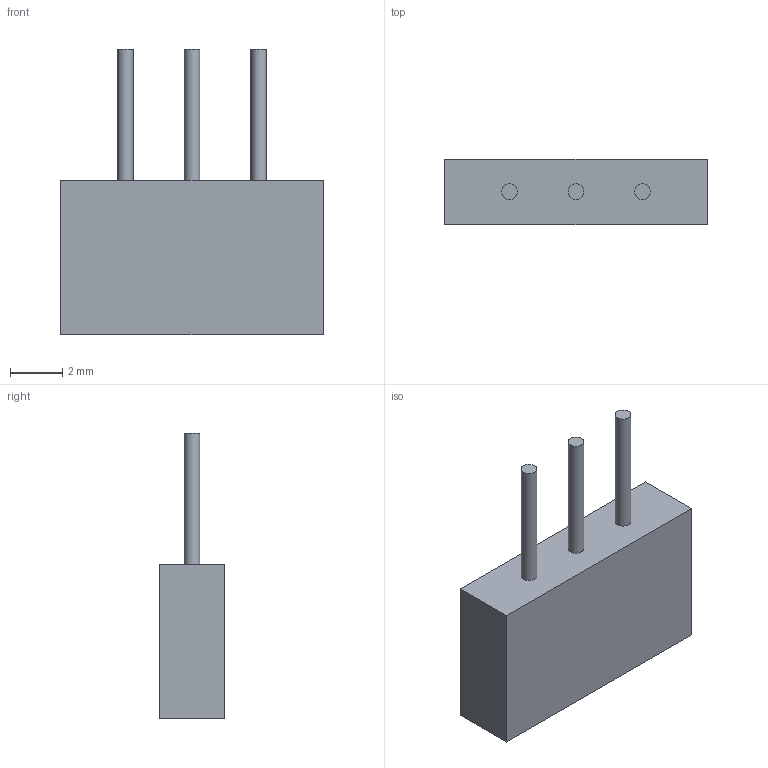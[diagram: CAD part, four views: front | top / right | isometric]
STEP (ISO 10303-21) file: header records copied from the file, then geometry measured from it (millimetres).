
FILE_DESCRIPTION(('FreeCAD Model'),'2;1');
FILE_NAME('Open CASCADE Shape Model','2025-01-30T16:04:11',('Author'),( ''),'Open CASCADE STEP processor 7.7','FreeCAD','Unknown');
FILE_SCHEMA(('AUTOMOTIVE_DESIGN { 1 0 10303 214 1 1 1 1 }'));
Length unit declared in the file: millimetre
Products named in the file (1): Pad001
Bounding box: 10 x 2.5 x 10.9 mm (x, y, z)
Volume: 151.7 mm3; surface area: 225.8 mm2
Topology: 1 solids, 1 shells, 12 faces, 21 edges, 14 vertices
Faces by surface type: plane 9, cylinder 3
Full cylindrical faces by diameter (mm): 0.6 x3
Entity records: 313 total; most frequent: DIRECTION 53, CARTESIAN_POINT 48, ORIENTED_EDGE 42, EDGE_CURVE 21, AXIS2_PLACEMENT_3D 19, FACE_BOUND 15, EDGE_LOOP 15, LINE 15
